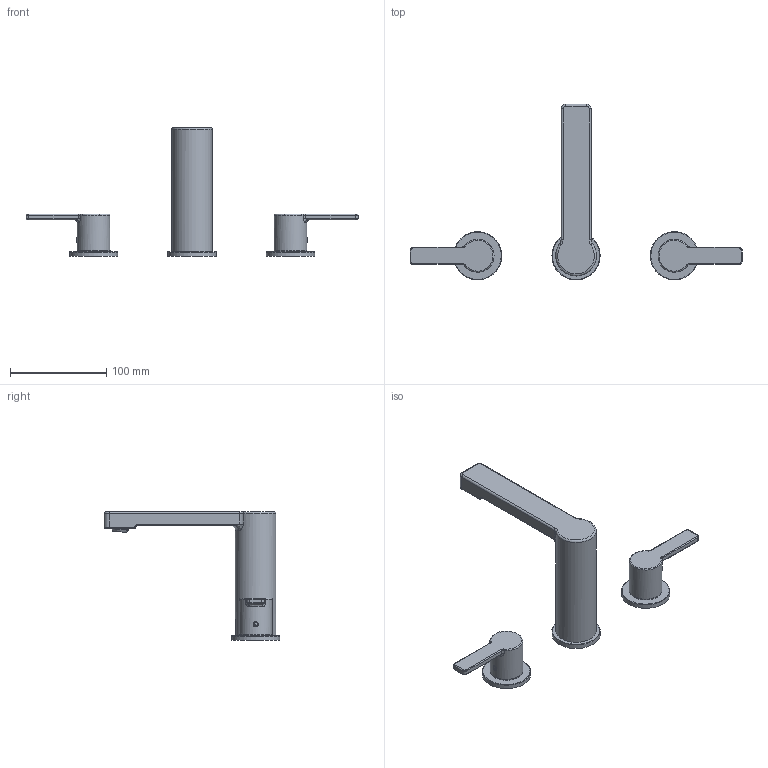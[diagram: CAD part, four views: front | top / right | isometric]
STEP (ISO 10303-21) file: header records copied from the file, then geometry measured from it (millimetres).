
FILE_DESCRIPTION(/* description */ (''),/* implementation_level */ '2;1');
FILE_NAME(/* name */ 'TVW10310811061_asm.step',/* time_stamp */ '2023-01-11T15:38:50+01:00',/* author */ (''),/* organization */ (''),/* preprocessor_version */ 'ST-DEVELOPER v19.2',/* originating_system */ 'Autodesk Translation Framework v11.17.0.187',/* authorisation */ '');
FILE_SCHEMA (('AUTOMOTIVE_DESIGN { 1 0 10303 214 3 1 1 }'));
Length unit declared in the file: millimetre
Products named in the file (11): (Nicht gespeichert); 80T18496; 8DZ16251; 80M24123NP2; 81P20D92; 51P28496; 81P20D93B; Komponente7; Komponente8; Komponente9; Komponente10
Assembly tree (11 placements, depth 2):
  (Nicht gespeichert)
    80T18496
    8DZ16251
    80M24123NP2
    51P28496  x2
    81P20D92
    81P20D93B
    Komponente7
    Komponente8
    Komponente9
    Komponente10
Bounding box: 344.1 x 182 x 133.5 mm (x, y, z)
Volume: 197246.1 mm3; surface area: 95814 mm2
Topology: 10 solids, 12 shells, 178 faces, 378 edges, 232 vertices
Faces by surface type: cylinder 61, plane 54, torus 42, bspline 11, cone 8, sphere 2
Full cylindrical faces by diameter (mm): 4.7 x2, 14.5 x1, 16.7 x1, 17 x1, 23 x1, 25 x1, 28.3 x2, 28.5 x1, 30.8 x2, 34 x4, 37 x1, 38.5 x1, 39 x1, 42 x1, 50 x3
Entity records: 6846 total; most frequent: CARTESIAN_POINT 2691, DIRECTION 931, ORIENTED_EDGE 724, AXIS2_PLACEMENT_3D 403, EDGE_CURVE 364, VERTEX_POINT 224, CIRCLE 220, EDGE_LOOP 187
